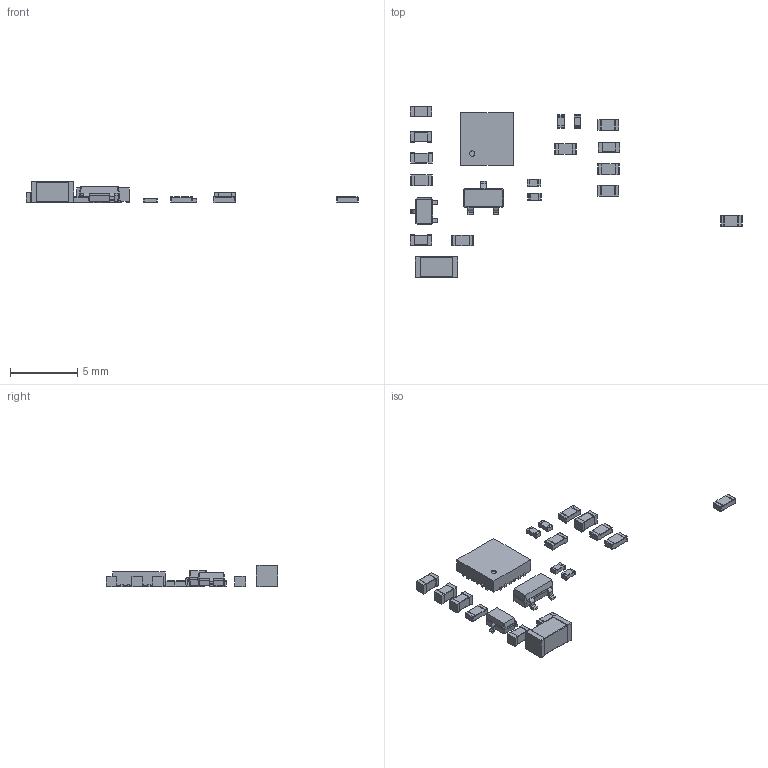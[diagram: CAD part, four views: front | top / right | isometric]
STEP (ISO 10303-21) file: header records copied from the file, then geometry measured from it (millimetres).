
FILE_DESCRIPTION(('KiCad electronic assembly'),'2;1');
FILE_NAME('PD_Charging_Power_PCB.step','2019-06-28T10:34:36',( 'An Author'),('A Company'),'Open CASCADE STEP processor 6.9', 'KiCad to STEP converter','Unknown');
FILE_SCHEMA(('AUTOMOTIVE_DESIGN { 1 0 10303 214 1 1 1 1 }'));
Length unit declared in the file: millimetre
Products named in the file (16): Open CASCADE STEP translator 6.9 1; QFN-24-1EP_4x4mm_P0.5mm_EP2.7x2.7mm; SOLID; R_0603_1608Metric; R_0402_1005Metric; SOT-323_SC-70; SOT-23; C_0603_1608Metric; C_1206_3216Metric; COMPOUND
Assembly tree (28 placements, depth 3):
  Open CASCADE STEP translator 6.9 1
    QFN-24-1EP_4x4mm_P0.5mm_EP2.7x2.7mm
      SOLID
    R_0603_1608Metric  x7
      SOLID
    R_0402_1005Metric  x4
      SOLID
    SOT-323_SC-70
      SOLID
    SOT-23
      SOLID
    C_0603_1608Metric  x5
      SOLID
    C_1206_3216Metric
      SOLID
    COMPOUND
Bounding box: 24.75 x 12.81 x 1.6 mm (x, y, z)
Volume: 39.4 mm3; surface area: 179.2 mm2
Topology: 20 solids, 20 shells, 764 faces, 2002 edges, 1292 vertices
Faces by surface type: plane 525, cylinder 185, bspline 54
Full cylindrical faces by diameter (mm): 0.4 x1
Entity records: 30315 total; most frequent: CARTESIAN_POINT 5171, DIRECTION 3995, LINE 2884, VECTOR 2884, ORIENTED_EDGE 2204, PCURVE 2204, DEFINITIONAL_REPRESENTATION 2204, EDGE_CURVE 1102
